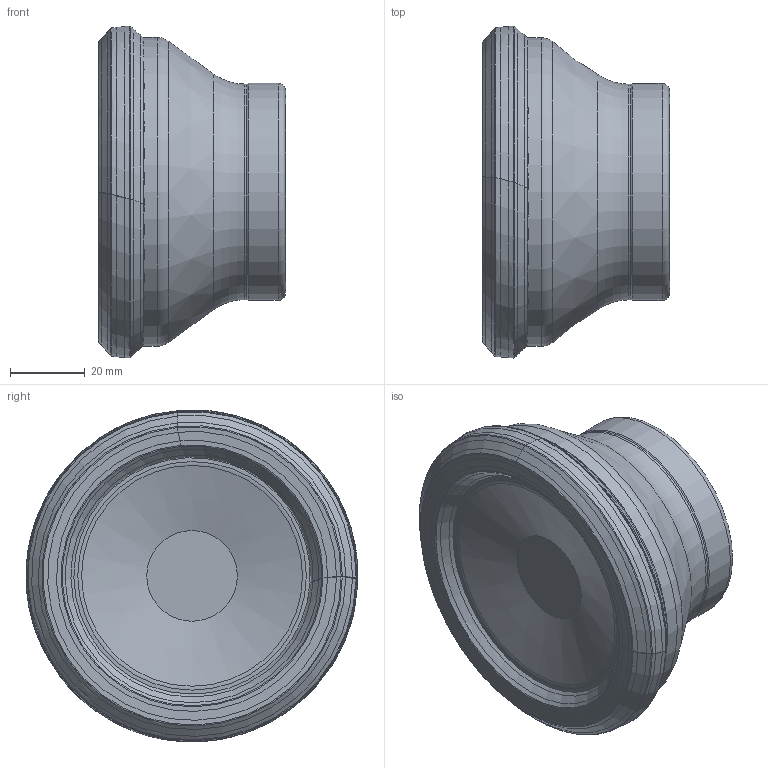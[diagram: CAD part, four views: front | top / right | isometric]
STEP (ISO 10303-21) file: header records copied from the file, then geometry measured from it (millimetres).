
FILE_DESCRIPTION(/* description */ (''),/* implementation_level */ '2;1');
FILE_NAME(/* name */ 'AFM43-OF05T3-D080-A27-Z07-H_STEP.XT.stp',/* time_stamp */ '2023-10-02T12:16:17+03:00',/* author */ (''),/* organization */ (''),/* preprocessor_version */ 'ST-DEVELOPER v19.4',/* originating_system */ 'SIEMENS PLM Software NX2306.3001',/* authorisation */ '');
FILE_SCHEMA (('AUTOMOTIVE_DESIGN { 1 0 10303 214 3 1 1 1 }'));
Length unit declared in the file: millimetre
Products named in the file (1): AFM43-OF05T3-D080-A27-Z07-H_STEP.XT_objects
Bounding box: 50 x 88.69 x 88.66 mm (x, y, z)
Volume: 209298.3 mm3; surface area: 29740.6 mm2
Topology: 2 solids, 2 shells, 114 faces, 228 edges, 117 vertices
Faces by surface type: bspline 76, plane 15, revolution 8, cylinder 7, torus 5, cone 3
Full cylindrical faces by diameter (mm): 57.6 x1, 58 x1, 82.5 x1
Entity records: 4646 total; most frequent: CARTESIAN_POINT 2433, ORIENTED_EDGE 418, DIRECTION 416, EDGE_CURVE 209, AXIS2_PLACEMENT_3D 200, EDGE_LOOP 134, VERTEX_POINT 117, ADVANCED_FACE 114
